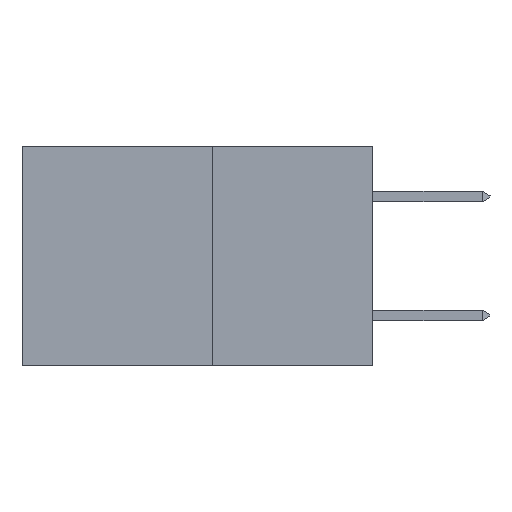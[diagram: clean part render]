
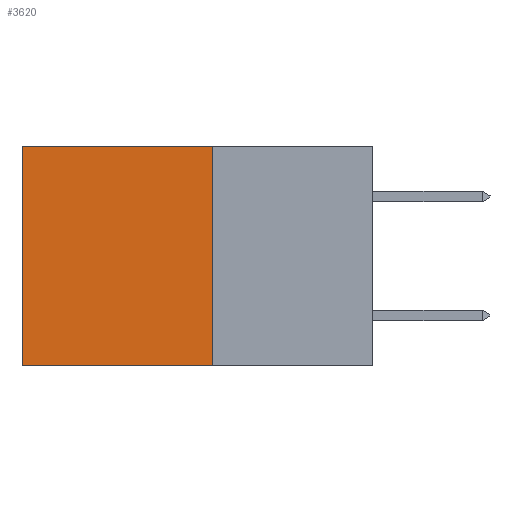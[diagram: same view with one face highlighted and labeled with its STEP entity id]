
A CAD part, left-side view. The second image highlights one B-rep face of the part: STEP entity #3620.
In plain terms, the highlighted planar face has unit normal (-1, 0, 0).
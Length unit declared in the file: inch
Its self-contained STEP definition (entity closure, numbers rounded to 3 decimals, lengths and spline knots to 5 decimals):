
#119 = EDGE_LOOP ( 'NONE', ( #3921, #7010, #4222, #8497 ) ) ;
#475 = DIRECTION ( 'NONE',  ( 0., 0., -1. ) ) ;
#485 = VECTOR ( 'NONE', #8231, 39.37008 ) ;
#745 = EDGE_CURVE ( 'NONE', #5564, #4826, #1267, .T. ) ;
#1267 = LINE ( 'NONE', #8025, #6919 ) ;
#1480 = FACE_OUTER_BOUND ( 'NONE', #119, .T. ) ;
#1574 = CARTESIAN_POINT ( 'NONE',  ( 0.277, 0.59, 0. ) ) ;
#1814 = VECTOR ( 'NONE', #7116, 39.37008 ) ;
#1920 = DIRECTION ( 'NONE',  ( 0., 0., -1. ) ) ;
#1942 = DIRECTION ( 'NONE',  ( 1., 0., 0. ) ) ;
#2018 = VECTOR ( 'NONE', #6452, 39.37008 ) ;
#2020 = CARTESIAN_POINT ( 'NONE',  ( 0.277, 0.27, -0.37 ) ) ;
#2144 = PLANE ( 'NONE',  #4972 ) ;
#2433 = CARTESIAN_POINT ( 'NONE',  ( 0.277, 0.59, -0.37 ) ) ;
#2465 = VERTEX_POINT ( 'NONE', #8546 ) ;
#2654 = CARTESIAN_POINT ( 'NONE',  ( 0.277, 0.27, -0.37 ) ) ;
#3620 = ADVANCED_FACE ( 'NONE', ( #1480 ), #2144, .F. ) ;
#3630 = CARTESIAN_POINT ( 'NONE',  ( 0.277, 0.27, 0. ) ) ;
#3919 = LINE ( 'NONE', #3630, #2018 ) ;
#3921 = ORIENTED_EDGE ( 'NONE', *, *, #745, .T. ) ;
#4222 = ORIENTED_EDGE ( 'NONE', *, *, #8718, .F. ) ;
#4344 = EDGE_CURVE ( 'NONE', #7041, #4826, #5372, .T. ) ;
#4826 = VERTEX_POINT ( 'NONE', #2433 ) ;
#4972 = AXIS2_PLACEMENT_3D ( 'NONE', #2020, #1942, #1920 ) ;
#5372 = LINE ( 'NONE', #7064, #1814 ) ;
#5564 = VERTEX_POINT ( 'NONE', #1574 ) ;
#6175 = LINE ( 'NONE', #8893, #485 ) ;
#6452 = DIRECTION ( 'NONE',  ( 0., 1., 0. ) ) ;
#6633 = EDGE_CURVE ( 'NONE', #2465, #5564, #3919, .T. ) ;
#6919 = VECTOR ( 'NONE', #475, 39.37008 ) ;
#7010 = ORIENTED_EDGE ( 'NONE', *, *, #4344, .F. ) ;
#7041 = VERTEX_POINT ( 'NONE', #2654 ) ;
#7064 = CARTESIAN_POINT ( 'NONE',  ( 0.277, 0.27, -0.37 ) ) ;
#7116 = DIRECTION ( 'NONE',  ( 0., 1., 0. ) ) ;
#8025 = CARTESIAN_POINT ( 'NONE',  ( 0.277, 0.59, -0.37 ) ) ;
#8231 = DIRECTION ( 'NONE',  ( 0., 0., -1. ) ) ;
#8497 = ORIENTED_EDGE ( 'NONE', *, *, #6633, .T. ) ;
#8546 = CARTESIAN_POINT ( 'NONE',  ( 0.277, 0.27, 0. ) ) ;
#8718 = EDGE_CURVE ( 'NONE', #2465, #7041, #6175, .T. ) ;
#8893 = CARTESIAN_POINT ( 'NONE',  ( 0.277, 0.27, -0.37 ) ) ;
